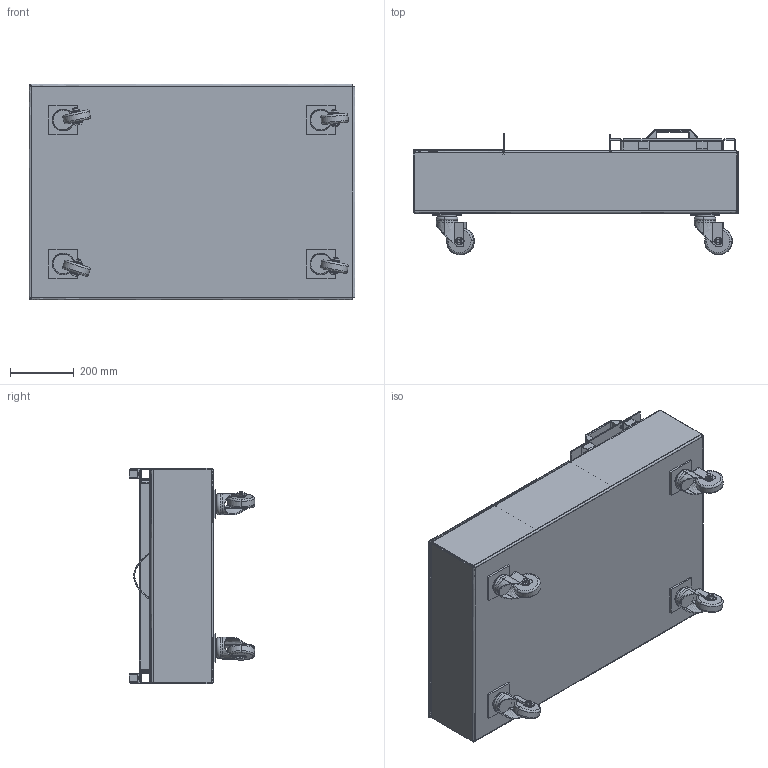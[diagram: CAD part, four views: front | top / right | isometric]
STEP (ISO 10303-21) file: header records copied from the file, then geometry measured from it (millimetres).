
FILE_DESCRIPTION(('FreeCAD Model'),'2;1');
FILE_NAME('Open CASCADE Shape Model','2025-05-08T01:51:56',('FreeCAD'),( 'FreeCAD'),'Open CASCADE STEP processor 7.6','FreeCAD','Unknown');
FILE_SCHEMA(('AUTOMOTIVE_DESIGN { 1 0 10303 214 1 1 1 1 }'));
Products named in the file (1): Open CASCADE STEP translator 7.6 1
Bounding box: 1025.51 x 393.91 x 679.15 mm (x, y, z)
Volume: 8582321.2 mm3; surface area: 5398926.8 mm2
Topology: 26 solids, 26 shells, 2623 faces, 7333 edges, 4794 vertices
Faces by surface type: bspline 2623
Entity records: 101489 total; most frequent: CARTESIAN_POINT 59215, ORIENTED_EDGE 14666, EDGE_CURVE 7333, VERTEX_POINT 4794, FACE_BOUND 4443, EDGE_LOOP 4443, B_SPLINE_CURVE_WITH_KNOTS 3369, ADVANCED_FACE 2623
